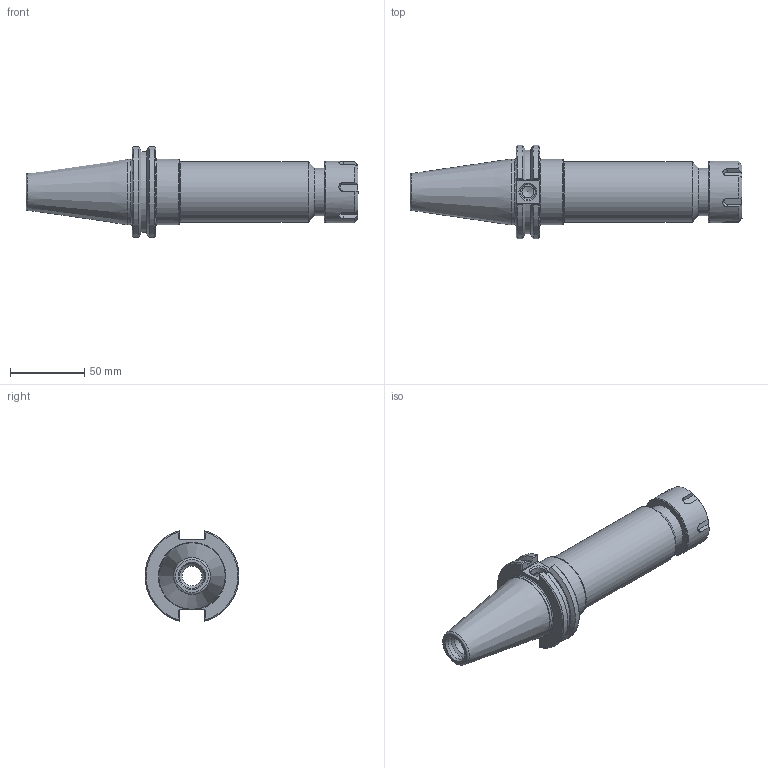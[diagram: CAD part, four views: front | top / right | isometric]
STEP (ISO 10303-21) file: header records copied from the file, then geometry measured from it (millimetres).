
FILE_DESCRIPTION((''),'2;1');
FILE_NAME('C40F-25ERP612.stp','2015-04-09T13:37:07',('blaste'),(''),'Autodesk Inventor 2012','Autodesk Inventor 2012','');
FILE_SCHEMA(('AUTOMOTIVE_DESIGN { 1 0 10303 214 1 1 1 1 }'));
Length unit declared in the file: inch
Products named in the file (3): C40F-25ERP612; C40F-25ER6-1; 25ERPN
Assembly tree (2 placements, depth 2):
  C40F-25ERP612
    C40F-25ER6-1
    25ERPN
Bounding box: 223.71 x 63.26 x 61.05 mm (x, y, z)
Volume: 240088 mm3; surface area: 48135.7 mm2
Topology: 2 solids, 2 shells, 133 faces, 331 edges, 208 vertices
Faces by surface type: plane 56, cylinder 34, cone 33, torus 10
Full cylindrical faces by diameter (mm): 8.001 x1, 10.135 x1, 13.386 x1, 15.748 x1, 16.459 x1, 18.034 x1, 20.599 x1, 24.13 x1, 26.086 x1, 30.912 x1, 32 x1, 32.512 x1, 40.513 x1, 41.732 x1, 43.942 x1, 44.45 x1
Entity records: 3904 total; most frequent: CARTESIAN_POINT 840, DIRECTION 600, ORIENTED_EDGE 558, EDGE_CURVE 279, AXIS2_PLACEMENT_3D 241, VERTEX_POINT 201, EDGE_LOOP 188, FACE_OUTER_BOUND 133
